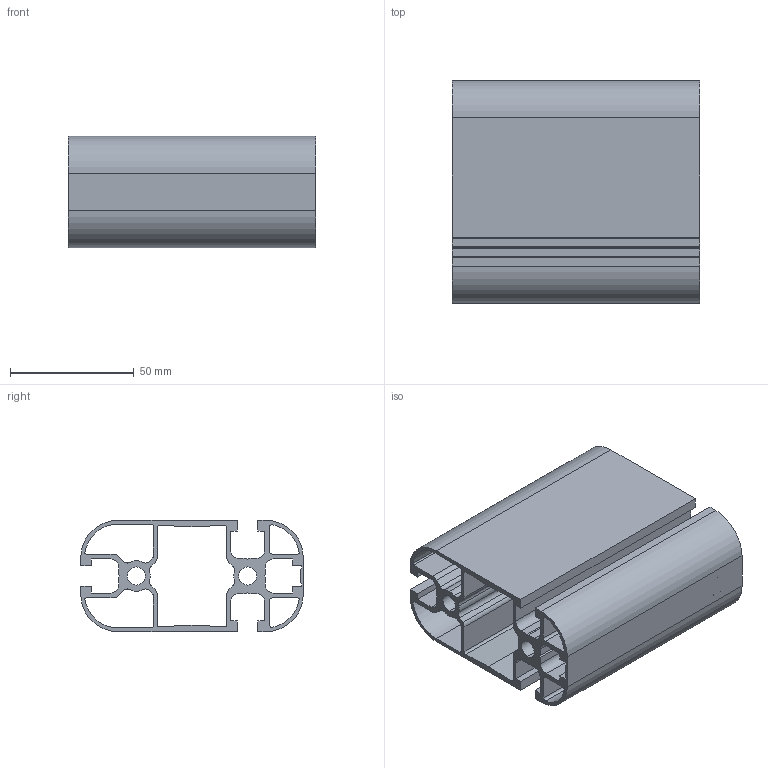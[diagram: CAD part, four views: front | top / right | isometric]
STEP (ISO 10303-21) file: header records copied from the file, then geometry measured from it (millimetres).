
FILE_DESCRIPTION (( 'STEP AP214' ), '1' );
FILE_NAME ('800.029.011.STEP', '2020-07-23T08:56:34', ( '' ), ( '' ), 'SwSTEP 2.0', 'SolidWorks 2018', '' );
FILE_SCHEMA (( 'AUTOMOTIVE_DESIGN' ));
Length unit declared in the file: millimetre
Products named in the file (1): 800.029.011
Bounding box: 100 x 90 x 45 mm (x, y, z)
Volume: 95698.1 mm3; surface area: 85983.4 mm2
Topology: 1 solids, 1 shells, 140 faces, 414 edges, 276 vertices
Faces by surface type: plane 80, cylinder 60
Entity records: 4764 total; most frequent: CARTESIAN_POINT 831, ORIENTED_EDGE 828, DIRECTION 816, EDGE_CURVE 414, LINE 294, VECTOR 294, VERTEX_POINT 276, AXIS2_PLACEMENT_3D 261
